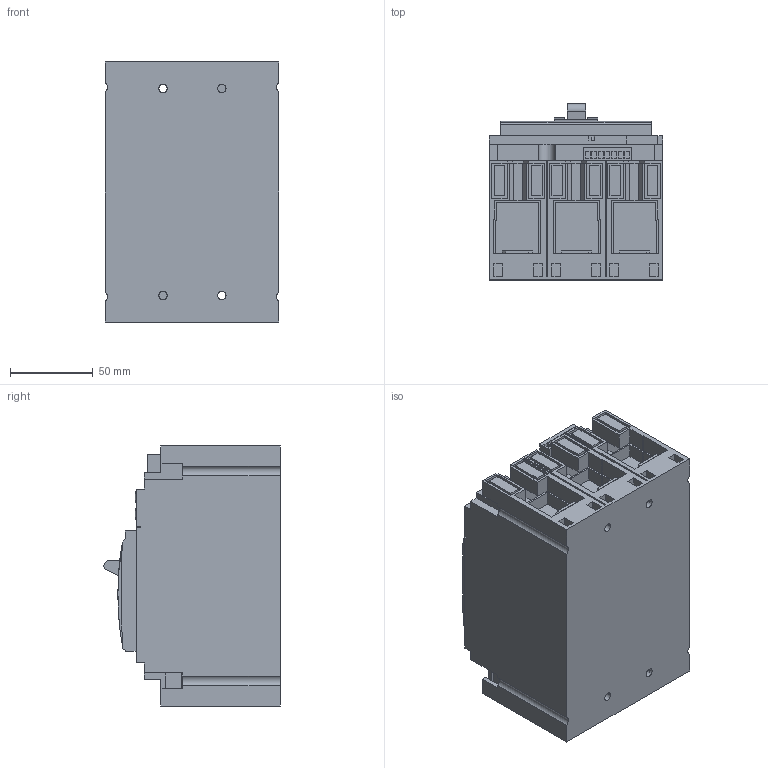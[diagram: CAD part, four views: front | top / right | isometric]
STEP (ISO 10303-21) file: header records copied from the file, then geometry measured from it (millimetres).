
FILE_DESCRIPTION((''),'2;1');
FILE_NAME('ASM0001_ASM','2023-05-03T08:24:03',('klemen.sitar'),('Audax d.o.o.'),'CREO PARAMETRIC BY PTC INC, 2021304','CREO PARAMETRIC BY PTC INC, 2021304','');
FILE_SCHEMA(('AP242_MANAGED_MODEL_BASED_3D_ENGINEERING_MIM_LF { 1 0 10303 442 1 1 4 }'));
Length unit declared in the file: millimetre
Products named in the file (33): 6_5_0E_LCD_100A_160A_250A; 5_5_0A_LCD_100A_160A_250A_1; PRT0003_1_1_1; PRT0004_1_1_1; PART1_1_1_1_1_1; PART1_1_2_1_1_1; PART1_1_3_1_1_1; PRT0002_1_1_1; PRT0002_1_2_1; PRT0002_1_3_1; PRT0002_1_4_1; PRT0002_1_5_1; PRT0002_1_6_1; P2_1_1; P2_1_2; P2_1_3; P2_1_4; P2_1_ASM; PRT0005_1_1; PRT0005_1_2; PRT0005_1_3; PRT0005_1_4; PRT0005_1_5; PRT0005_1_6; PRT0005_1_7; PRT0005_1_8; PRT0005_1_9; PRT0005_1_10; PRT0005_1_ASM; PRT0006_1; PRT0007_1; P3; ASM0001_ASM
Assembly tree (32 placements, depth 3):
  ASM0001_ASM
    6_5_0E_LCD_100A_160A_250A
    5_5_0A_LCD_100A_160A_250A_1
    PRT0003_1_1_1
    PRT0004_1_1_1
    PART1_1_1_1_1_1
    PART1_1_2_1_1_1
    PART1_1_3_1_1_1
    PRT0002_1_1_1
    PRT0002_1_2_1
    PRT0002_1_3_1
    PRT0002_1_4_1
    PRT0002_1_5_1
    PRT0002_1_6_1
    P2_1_ASM
      P2_1_1
      P2_1_2
      P2_1_3
      P2_1_4
    PRT0005_1_ASM
      PRT0005_1_1
      PRT0005_1_2
      PRT0005_1_3
      PRT0005_1_4
      PRT0005_1_5
      PRT0005_1_6
      PRT0005_1_7
      PRT0005_1_8
      PRT0005_1_9
      PRT0005_1_10
    PRT0006_1
    PRT0007_1
    P3
Bounding box: 105 x 106.55 x 157 mm (x, y, z)
Volume: 1255631.2 mm3; surface area: 147674.7 mm2
Topology: 36 solids, 37 shells, 1360 faces, 3647 edges, 2441 vertices
Faces by surface type: plane 1092, cylinder 166, extrusion 94, sphere 8
Entity records: 59986 total; most frequent: CARTESIAN_POINT 9103, ORIENTED_EDGE 7250, DIRECTION 6659, EDGE_CURVE 3625, VECTOR 2909, LINE 2815, PRESENTATION_STYLE_ASSIGNMENT 2538, STYLED_ITEM 2538
